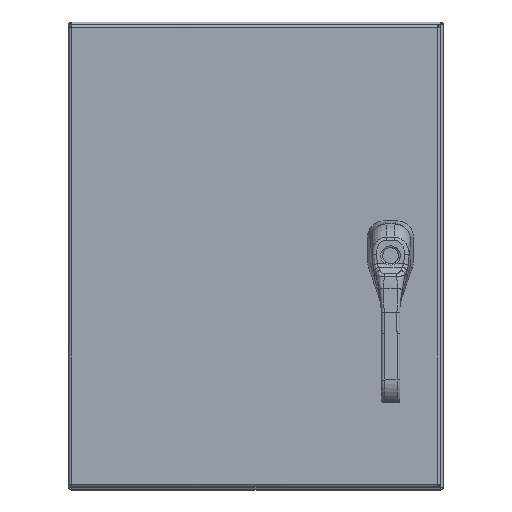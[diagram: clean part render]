
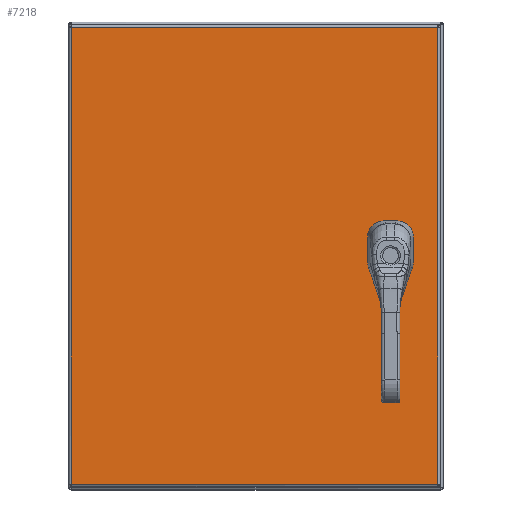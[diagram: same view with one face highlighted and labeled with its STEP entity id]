
A CAD part, top view. The second image highlights one B-rep face of the part: STEP entity #7218.
In plain terms, the highlighted face is planar.
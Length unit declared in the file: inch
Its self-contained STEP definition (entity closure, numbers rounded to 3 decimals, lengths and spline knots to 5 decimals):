
#5448=CARTESIAN_POINT('',(2.33762,10.275,0.0));
#5449=VERTEX_POINT('',#5448);
#5456=CARTESIAN_POINT('',(2.525,10.08762,0.0));
#5457=VERTEX_POINT('',#5456);
#5458=CARTESIAN_POINT('',(2.125,9.875,0.0));
#5459=DIRECTION('',(0.0,0.0,1.0));
#5460=DIRECTION('',(-0.469,-0.883,0.0));
#5461=AXIS2_PLACEMENT_3D('',#5458,#5459,#5460);
#5462=CIRCLE('',#5461,0.453);
#5463=EDGE_CURVE('',#5457,#5449,#5462,.T.);
#5488=CARTESIAN_POINT('',(2.525,9.66238,0.0));
#5489=VERTEX_POINT('',#5488);
#5490=CARTESIAN_POINT('',(2.525,9.66238,0.0));
#5491=DIRECTION('',(0.0,1.0,0.0));
#5492=VECTOR('',#5491,0.42525);
#5493=LINE('',#5490,#5492);
#5494=EDGE_CURVE('',#5489,#5457,#5493,.T.);
#5520=CARTESIAN_POINT('',(2.33762,9.475,0.0));
#5521=VERTEX_POINT('',#5520);
#5522=CARTESIAN_POINT('',(2.125,9.875,0.0));
#5523=DIRECTION('',(0.0,0.0,1.0));
#5524=DIRECTION('',(-0.883,0.469,0.0));
#5525=AXIS2_PLACEMENT_3D('',#5522,#5523,#5524);
#5526=CIRCLE('',#5525,0.453);
#5527=EDGE_CURVE('',#5521,#5489,#5526,.T.);
#5552=CARTESIAN_POINT('',(1.91238,9.475,0.0));
#5553=VERTEX_POINT('',#5552);
#5554=CARTESIAN_POINT('',(1.91238,9.475,0.0));
#5555=DIRECTION('',(1.0,0.0,0.0));
#5556=VECTOR('',#5555,0.42525);
#5557=LINE('',#5554,#5556);
#5558=EDGE_CURVE('',#5553,#5521,#5557,.T.);
#5584=CARTESIAN_POINT('',(1.725,9.66238,0.0));
#5585=VERTEX_POINT('',#5584);
#5586=CARTESIAN_POINT('',(2.125,9.875,0.0));
#5587=DIRECTION('',(0.0,0.0,1.0));
#5588=DIRECTION('',(0.469,0.883,0.0));
#5589=AXIS2_PLACEMENT_3D('',#5586,#5587,#5588);
#5590=CIRCLE('',#5589,0.453);
#5591=EDGE_CURVE('',#5585,#5553,#5590,.T.);
#5616=CARTESIAN_POINT('',(1.725,10.08762,0.0));
#5617=VERTEX_POINT('',#5616);
#5618=CARTESIAN_POINT('',(1.725,10.08762,0.0));
#5619=DIRECTION('',(0.0,-1.0,0.0));
#5620=VECTOR('',#5619,0.42525);
#5621=LINE('',#5618,#5620);
#5622=EDGE_CURVE('',#5617,#5585,#5621,.T.);
#5648=CARTESIAN_POINT('',(1.91238,10.275,0.0));
#5649=VERTEX_POINT('',#5648);
#5650=CARTESIAN_POINT('',(2.125,9.875,0.0));
#5651=DIRECTION('',(0.0,0.0,1.0));
#5652=DIRECTION('',(0.883,-0.469,0.0));
#5653=AXIS2_PLACEMENT_3D('',#5650,#5651,#5652);
#5654=CIRCLE('',#5653,0.453);
#5655=EDGE_CURVE('',#5649,#5617,#5654,.T.);
#5678=CARTESIAN_POINT('',(2.33762,10.275,0.0));
#5679=DIRECTION('',(-1.0,0.0,0.0));
#5680=VECTOR('',#5679,0.42525);
#5681=LINE('',#5678,#5680);
#5682=EDGE_CURVE('',#5449,#5649,#5681,.T.);
#5704=CARTESIAN_POINT('',(1.985,10.75997,0.0));
#5705=VERTEX_POINT('',#5704);
#5706=CARTESIAN_POINT('',(2.125,10.75997,0.0));
#5707=DIRECTION('',(0.0,0.0,1.0));
#5708=DIRECTION('',(1.0,0.0,0.0));
#5709=AXIS2_PLACEMENT_3D('',#5706,#5707,#5708);
#5710=CIRCLE('',#5709,0.14);
#5711=EDGE_CURVE('',#5705,#5705,#5710,.T.);
#5732=CARTESIAN_POINT('',(1.985,8.98897,0.0));
#5733=VERTEX_POINT('',#5732);
#5734=CARTESIAN_POINT('',(2.125,8.98897,0.0));
#5735=DIRECTION('',(0.0,0.0,1.0));
#5736=DIRECTION('',(1.0,0.0,0.0));
#5737=AXIS2_PLACEMENT_3D('',#5734,#5735,#5736);
#5738=CIRCLE('',#5737,0.14);
#5739=EDGE_CURVE('',#5733,#5733,#5738,.T.);
#5760=CARTESIAN_POINT('',(1.985,8.49697,0.0));
#5761=VERTEX_POINT('',#5760);
#5762=CARTESIAN_POINT('',(2.125,8.49697,0.0));
#5763=DIRECTION('',(0.0,0.0,1.0));
#5764=DIRECTION('',(1.0,0.0,0.0));
#5765=AXIS2_PLACEMENT_3D('',#5762,#5763,#5764);
#5766=CIRCLE('',#5765,0.14);
#5767=EDGE_CURVE('',#5761,#5761,#5766,.T.);
#6217=CARTESIAN_POINT('',(15.76975,0.10525,0.));
#6218=VERTEX_POINT('',#6217);
#6229=CARTESIAN_POINT('',(15.76975,19.64475,0.));
#6230=VERTEX_POINT('',#6229);
#6231=CARTESIAN_POINT('',(15.76975,19.64475,0.0));
#6232=DIRECTION('',(0.0,-1.0,0.0));
#6233=VECTOR('',#6232,19.5395);
#6234=LINE('',#6231,#6233);
#6235=EDGE_CURVE('',#6230,#6218,#6234,.T.);
#6387=CARTESIAN_POINT('',(0.10525,0.10525,0.));
#6388=VERTEX_POINT('',#6387);
#6399=CARTESIAN_POINT('',(15.76975,0.10525,0.0));
#6400=DIRECTION('',(-1.0,0.0,0.0));
#6401=VECTOR('',#6400,15.6645);
#6402=LINE('',#6399,#6401);
#6403=EDGE_CURVE('',#6218,#6388,#6402,.T.);
#6664=CARTESIAN_POINT('',(0.10525,19.64475,0.));
#6665=VERTEX_POINT('',#6664);
#6676=CARTESIAN_POINT('',(0.10525,0.10525,0.0));
#6677=DIRECTION('',(0.0,1.0,0.0));
#6678=VECTOR('',#6677,19.5395);
#6679=LINE('',#6676,#6678);
#6680=EDGE_CURVE('',#6388,#6665,#6679,.T.);
#6945=CARTESIAN_POINT('',(0.10525,19.64475,0.0));
#6946=DIRECTION('',(1.0,0.0,0.0));
#6947=VECTOR('',#6946,15.6645);
#6948=LINE('',#6945,#6947);
#6949=EDGE_CURVE('',#6665,#6230,#6948,.T.);
#7188=CARTESIAN_POINT('',(7.9375,9.875,0.0));
#7189=DIRECTION('',(0.0,0.0,1.0));
#7190=DIRECTION('',(1.0,0.0,0.0));
#7191=AXIS2_PLACEMENT_3D('',#7188,#7189,#7190);
#7192=PLANE('',#7191);
#7193=ORIENTED_EDGE('',*,*,#6235,.T.);
#7194=ORIENTED_EDGE('',*,*,#6403,.T.);
#7195=ORIENTED_EDGE('',*,*,#6680,.T.);
#7196=ORIENTED_EDGE('',*,*,#6949,.T.);
#7197=EDGE_LOOP('',(#7193,#7194,#7195,#7196));
#7198=FACE_OUTER_BOUND('',#7197,.T.);
#7199=ORIENTED_EDGE('',*,*,#5463,.T.);
#7200=ORIENTED_EDGE('',*,*,#5682,.T.);
#7201=ORIENTED_EDGE('',*,*,#5655,.T.);
#7202=ORIENTED_EDGE('',*,*,#5622,.T.);
#7203=ORIENTED_EDGE('',*,*,#5591,.T.);
#7204=ORIENTED_EDGE('',*,*,#5558,.T.);
#7205=ORIENTED_EDGE('',*,*,#5527,.T.);
#7206=ORIENTED_EDGE('',*,*,#5494,.T.);
#7207=EDGE_LOOP('',(#7199,#7200,#7201,#7202,#7203,#7204,#7205,#7206));
#7208=FACE_BOUND('',#7207,.T.);
#7209=ORIENTED_EDGE('',*,*,#5711,.T.);
#7210=EDGE_LOOP('',(#7209));
#7211=FACE_BOUND('',#7210,.T.);
#7212=ORIENTED_EDGE('',*,*,#5739,.T.);
#7213=EDGE_LOOP('',(#7212));
#7214=FACE_BOUND('',#7213,.T.);
#7215=ORIENTED_EDGE('',*,*,#5767,.T.);
#7216=EDGE_LOOP('',(#7215));
#7217=FACE_BOUND('',#7216,.T.);
#7218=ADVANCED_FACE('',(#7198,#7208,#7211,#7214,#7217),#7192,.F.);
